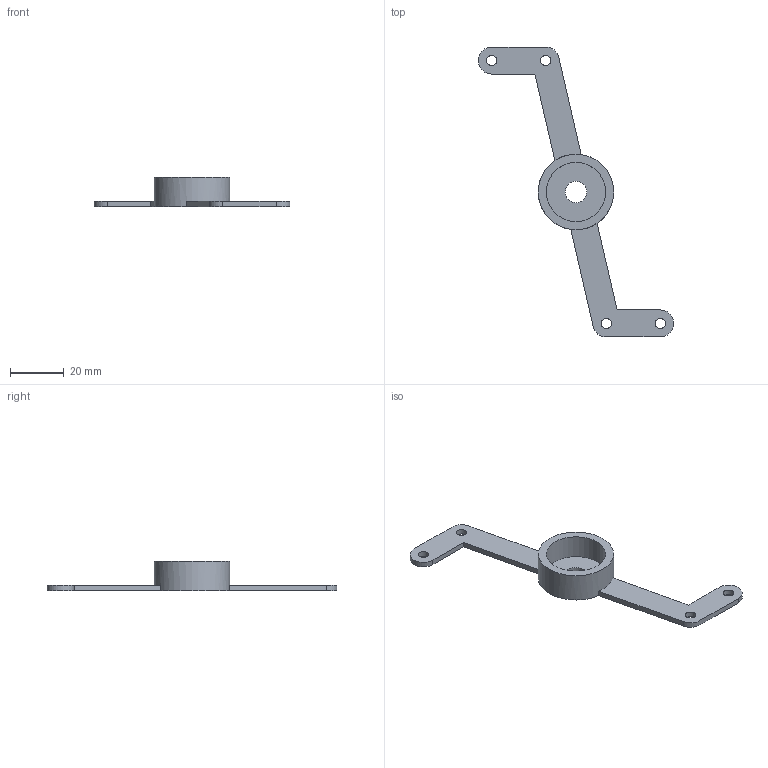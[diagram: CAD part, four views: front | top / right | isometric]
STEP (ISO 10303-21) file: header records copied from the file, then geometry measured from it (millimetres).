
FILE_DESCRIPTION(/* description */ (''),/* implementation_level */ '2;1');
FILE_NAME(/* name */ '100x100 Naca 0012 airfoil w 3.8mm holes.step',/* time_stamp */ '2025-04-28T21:02:17-05:00',/* author */ (''),/* organization */ (''),/* preprocessor_version */ 'ST-DEVELOPER v20.1',/* originating_system */ 'Autodesk Translation Framework v14.4.0.0',/* authorisation */ '');
FILE_SCHEMA (('AUTOMOTIVE_DESIGN { 1 0 10303 214 3 1 1 }'));
Length unit declared in the file: millimetre
Products named in the file (2): (Unsaved); Connecting Bar
Assembly tree (1 placements, depth 2):
  (Unsaved)
    Connecting Bar
Bounding box: 72.5 x 107.44 x 11 mm (x, y, z)
Volume: 5557.7 mm3; surface area: 5644.9 mm2
Topology: 1 solids, 1 shells, 24 faces, 63 edges, 42 vertices
Faces by surface type: plane 13, cylinder 11
Full cylindrical faces by diameter (mm): 3.8 x4, 8 x1, 22 x1, 28 x1
Entity records: 826 total; most frequent: DIRECTION 143, CARTESIAN_POINT 132, ORIENTED_EDGE 126, EDGE_CURVE 63, AXIS2_PLACEMENT_3D 53, VERTEX_POINT 42, LINE 37, VECTOR 37
